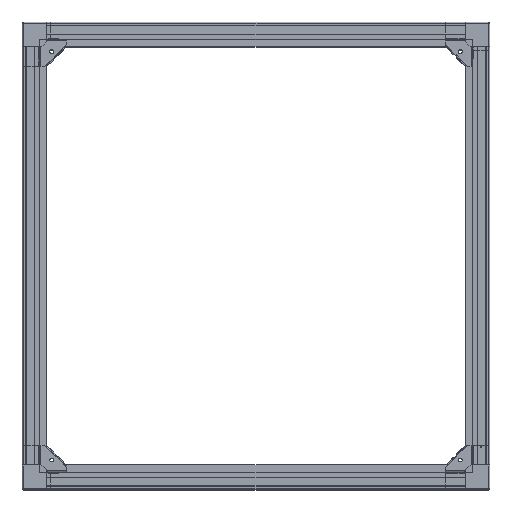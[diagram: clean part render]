
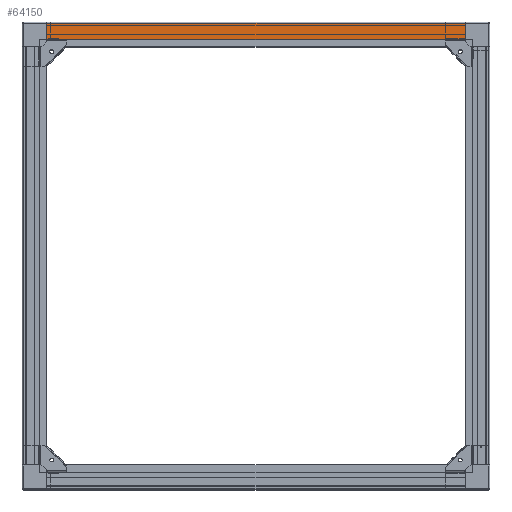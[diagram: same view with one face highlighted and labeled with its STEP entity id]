
A CAD part, top view. The second image highlights one B-rep face of the part: STEP entity #64150.
In plain terms, the highlighted planar face has unit normal (0, 0, 1).
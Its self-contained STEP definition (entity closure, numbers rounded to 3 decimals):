
#2227 = VECTOR ( 'NONE', #50321, 1000. ) ;
#6126 = CARTESIAN_POINT ( 'NONE',  ( 32.722, 795.916, 1712.849 ) ) ;
#9779 = DIRECTION ( 'NONE',  ( 0., -1., 0. ) ) ;
#15483 = CARTESIAN_POINT ( 'NONE',  ( -1152.278, 795.916, 1712.849 ) ) ;
#16212 = CARTESIAN_POINT ( 'NONE',  ( 32.722, 795.916, 1712.849 ) ) ;
#20268 = CARTESIAN_POINT ( 'NONE',  ( 32.722, 749.916, 1712.849 ) ) ;
#20708 = ORIENTED_EDGE ( 'NONE', *, *, #70065, .F. ) ;
#23459 = CARTESIAN_POINT ( 'NONE',  ( 32.722, 749.916, 1712.849 ) ) ;
#25622 = VERTEX_POINT ( 'NONE', #6126 ) ;
#26622 = CARTESIAN_POINT ( 'NONE',  ( -1152.278, 749.916, 1712.849 ) ) ;
#32352 = EDGE_CURVE ( 'NONE', #25622, #82657, #83773, .T. ) ;
#35835 = DIRECTION ( 'NONE',  ( 0., 1., 0. ) ) ;
#36538 = VERTEX_POINT ( 'NONE', #15483 ) ;
#39376 = AXIS2_PLACEMENT_3D ( 'NONE', #81263, #94606, #35835 ) ;
#40042 = CARTESIAN_POINT ( 'NONE',  ( -1152.278, 795.916, 1712.849 ) ) ;
#40956 = CARTESIAN_POINT ( 'NONE',  ( 32.722, 795.916, 1712.849 ) ) ;
#43249 = PLANE ( 'NONE',  #39376 ) ;
#47459 = LINE ( 'NONE', #40042, #78308 ) ;
#49009 = EDGE_CURVE ( 'NONE', #36538, #56959, #47459, .T. ) ;
#50321 = DIRECTION ( 'NONE',  ( -1., 0., 0. ) ) ;
#53815 = ORIENTED_EDGE ( 'NONE', *, *, #49009, .T. ) ;
#56890 = VECTOR ( 'NONE', #64102, 1000. ) ;
#56959 = VERTEX_POINT ( 'NONE', #26622 ) ;
#64102 = DIRECTION ( 'NONE',  ( -1., 0., 0. ) ) ;
#64150 = ADVANCED_FACE ( 'NONE', ( #80267 ), #43249, .F. ) ;
#68667 = DIRECTION ( 'NONE',  ( 0., -1., 0. ) ) ;
#70065 = EDGE_CURVE ( 'NONE', #82657, #56959, #96220, .T. ) ;
#76988 = LINE ( 'NONE', #40956, #56890 ) ;
#77673 = ORIENTED_EDGE ( 'NONE', *, *, #32352, .F. ) ;
#78308 = VECTOR ( 'NONE', #68667, 1000. ) ;
#80267 = FACE_OUTER_BOUND ( 'NONE', #90489, .T. ) ;
#81263 = CARTESIAN_POINT ( 'NONE',  ( 32.722, 795.916, 1712.849 ) ) ;
#82657 = VERTEX_POINT ( 'NONE', #23459 ) ;
#83773 = LINE ( 'NONE', #16212, #95931 ) ;
#89599 = EDGE_CURVE ( 'NONE', #25622, #36538, #76988, .T. ) ;
#90489 = EDGE_LOOP ( 'NONE', ( #53815, #20708, #77673, #93069 ) ) ;
#93069 = ORIENTED_EDGE ( 'NONE', *, *, #89599, .T. ) ;
#94606 = DIRECTION ( 'NONE',  ( 0., 0., -1. ) ) ;
#95931 = VECTOR ( 'NONE', #9779, 1000. ) ;
#96220 = LINE ( 'NONE', #20268, #2227 ) ;
